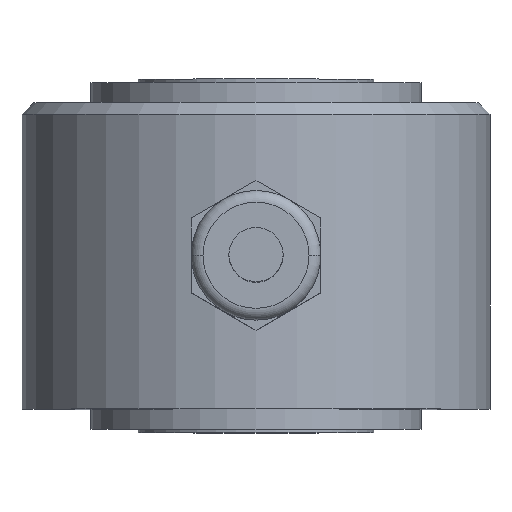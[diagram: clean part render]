
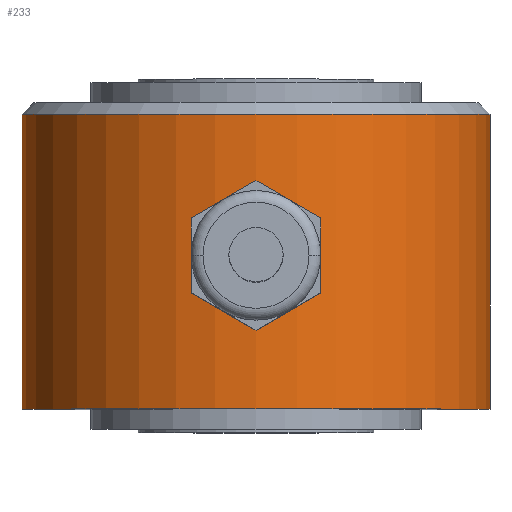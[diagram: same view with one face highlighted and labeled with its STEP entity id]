
A CAD part, top view. The second image highlights one B-rep face of the part: STEP entity #233.
In plain terms, the highlighted cylindrical face has radius 19.85 mm (diameter 39.7 mm), a full revolution.
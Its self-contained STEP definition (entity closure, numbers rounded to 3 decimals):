
#233 = ADVANCED_FACE( '', ( #442, #443 ), #444, .T. );
#442 = FACE_OUTER_BOUND( '', #626, .T. );
#443 = FACE_OUTER_BOUND( '', #627, .T. );
#444 = CYLINDRICAL_SURFACE( '', #628, 19.85 );
#626 = EDGE_LOOP( '', ( #1014 ) );
#627 = EDGE_LOOP( '', ( #1015 ) );
#628 = AXIS2_PLACEMENT_3D( '', #1016, #1017, #1018 );
#1014 = ORIENTED_EDGE( '', *, *, #1028, .T. );
#1015 = ORIENTED_EDGE( '', *, *, #1136, .F. );
#1016 = CARTESIAN_POINT( '', ( 0., 60., 0. ) );
#1017 = DIRECTION( '', ( 0., 1., 0. ) );
#1018 = DIRECTION( '', ( 0., 0., -1. ) );
#1028 = EDGE_CURVE( '', #1177, #1177, #1178, .T. );
#1136 = EDGE_CURVE( '', #1342, #1342, #1343, .T. );
#1177 = VERTEX_POINT( '', #1387 );
#1178 = CIRCLE( '', #1388, 19.85 );
#1342 = VERTEX_POINT( '', #1594 );
#1343 = CIRCLE( '', #1595, 19.85 );
#1387 = CARTESIAN_POINT( '', ( 0., 12., -19.85 ) );
#1388 = AXIS2_PLACEMENT_3D( '', #1649, #1650, #1651 );
#1594 = CARTESIAN_POINT( '', ( 0., -13., -19.85 ) );
#1595 = AXIS2_PLACEMENT_3D( '', #1796, #1797, #1798 );
#1649 = CARTESIAN_POINT( '', ( 0., 12., 0. ) );
#1650 = DIRECTION( '', ( 0., -1., 0. ) );
#1651 = DIRECTION( '', ( 0., 0., -1. ) );
#1796 = CARTESIAN_POINT( '', ( 0., -13., 0. ) );
#1797 = DIRECTION( '', ( 0., -1., 0. ) );
#1798 = DIRECTION( '', ( 0., 0., -1. ) );
